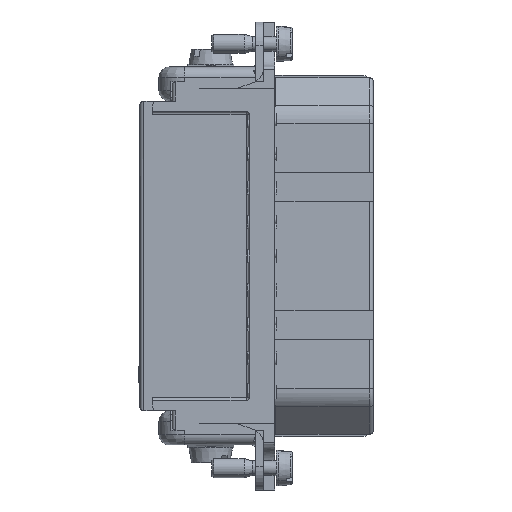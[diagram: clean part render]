
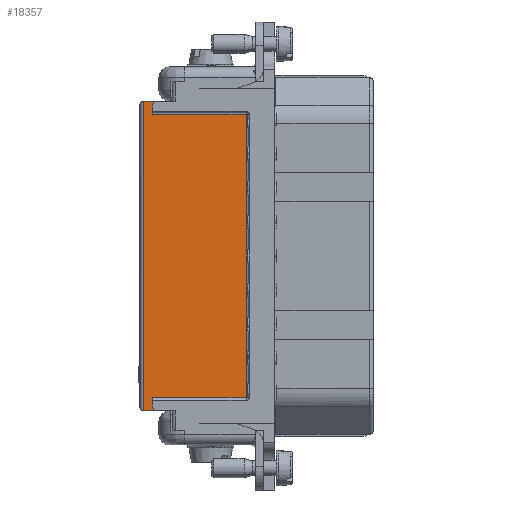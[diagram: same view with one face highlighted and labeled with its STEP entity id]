
A CAD part, left-side view. The second image highlights one B-rep face of the part: STEP entity #18357.
In plain terms, the highlighted planar face has unit normal (-1, 0, 0).
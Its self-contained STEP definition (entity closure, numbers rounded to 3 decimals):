
#10651=PLANE('',#37861);
#11680=FACE_OUTER_BOUND('',#21039,.T.);
#12955=LINE('',#47316,#15549);
#13592=LINE('',#49801,#16186);
#13593=LINE('',#49805,#16187);
#13594=LINE('',#49808,#16188);
#13595=LINE('',#49810,#16189);
#13596=LINE('',#49814,#16190);
#13597=LINE('',#49816,#16191);
#13598=LINE('',#49818,#16192);
#15549=VECTOR('',#39841,1.);
#16186=VECTOR('',#41738,1.);
#16187=VECTOR('',#41743,1.);
#16188=VECTOR('',#41748,1.);
#16189=VECTOR('',#41749,1.);
#16190=VECTOR('',#41752,1.);
#16191=VECTOR('',#41753,1.);
#16192=VECTOR('',#41754,1.);
#18357=ADVANCED_FACE('',(#11680),#10651,.F.);
#21039=EDGE_LOOP('',(#24252,#24253,#24254,#24255,#24256,#24257,#24258,#24259,
#24260,#24261));
#24252=ORIENTED_EDGE('',*,*,#33672,.F.);
#24253=ORIENTED_EDGE('',*,*,#33670,.F.);
#24254=ORIENTED_EDGE('',*,*,#33673,.F.);
#24255=ORIENTED_EDGE('',*,*,#32665,.F.);
#24256=ORIENTED_EDGE('',*,*,#33674,.F.);
#24257=ORIENTED_EDGE('',*,*,#33675,.F.);
#24258=ORIENTED_EDGE('',*,*,#33676,.F.);
#24259=ORIENTED_EDGE('',*,*,#33677,.F.);
#24260=ORIENTED_EDGE('',*,*,#33678,.F.);
#24261=ORIENTED_EDGE('',*,*,#33679,.F.);
#30093=VERTEX_POINT('',#47315);
#30094=VERTEX_POINT('',#47317);
#30861=VERTEX_POINT('',#49798);
#30862=VERTEX_POINT('',#49800);
#30863=VERTEX_POINT('',#49804);
#30864=VERTEX_POINT('',#49809);
#30865=VERTEX_POINT('',#49811);
#30866=VERTEX_POINT('',#49813);
#30867=VERTEX_POINT('',#49815);
#30868=VERTEX_POINT('',#49817);
#32665=EDGE_CURVE('',#30093,#30094,#12955,.T.);
#33670=EDGE_CURVE('',#30862,#30861,#13592,.T.);
#33672=EDGE_CURVE('',#30861,#30863,#13593,.T.);
#33673=EDGE_CURVE('',#30094,#30862,#36611,.T.);
#33674=EDGE_CURVE('',#30864,#30093,#13594,.T.);
#33675=EDGE_CURVE('',#30865,#30864,#13595,.T.);
#33676=EDGE_CURVE('',#30866,#30865,#36612,.T.);
#33677=EDGE_CURVE('',#30867,#30866,#13596,.T.);
#33678=EDGE_CURVE('',#30868,#30867,#13597,.T.);
#33679=EDGE_CURVE('',#30863,#30868,#13598,.T.);
#36611=CIRCLE('',#37859,0.6);
#36612=CIRCLE('',#37860,0.6);
#37859=AXIS2_PLACEMENT_3D('',#49807,#41746,#41747);
#37860=AXIS2_PLACEMENT_3D('',#49812,#41750,#41751);
#37861=AXIS2_PLACEMENT_3D('',#49819,#41755,#41756);
#39841=DIRECTION('',(0.,-1.,0.));
#41738=DIRECTION('',(0.,0.,-1.));
#41743=DIRECTION('',(0.,-1.,0.));
#41746=DIRECTION('',(-1.,0.,0.));
#41747=DIRECTION('',(0.,0.,1.));
#41748=DIRECTION('',(0.,0.,1.));
#41749=DIRECTION('',(0.,1.,0.));
#41750=DIRECTION('',(-1.,0.,0.));
#41751=DIRECTION('',(0.,1.,0.));
#41752=DIRECTION('',(0.,0.,-1.));
#41753=DIRECTION('',(0.,1.,0.));
#41754=DIRECTION('',(0.,0.,-1.));
#41755=DIRECTION('',(1.,0.,0.));
#41756=DIRECTION('',(0.,-1.,0.));
#47315=CARTESIAN_POINT('',(-8.8,19.6,24.1));
#47316=CARTESIAN_POINT('',(-8.8,19.6,24.1));
#47317=CARTESIAN_POINT('',(-8.8,17.6,24.1));
#49798=CARTESIAN_POINT('',(-8.8,18.2,22.));
#49800=CARTESIAN_POINT('',(-8.8,18.2,23.5));
#49801=CARTESIAN_POINT('',(-8.8,18.2,23.5));
#49804=CARTESIAN_POINT('',(-8.8,3.7,22.));
#49805=CARTESIAN_POINT('',(-8.8,18.2,22.));
#49807=CARTESIAN_POINT('',(-8.8,17.6,23.5));
#49808=CARTESIAN_POINT('',(-8.8,19.6,-24.1));
#49809=CARTESIAN_POINT('',(-8.8,19.6,-24.1));
#49810=CARTESIAN_POINT('',(-8.8,17.6,-24.1));
#49811=CARTESIAN_POINT('',(-8.8,17.6,-24.1));
#49812=CARTESIAN_POINT('',(-8.8,17.6,-23.5));
#49813=CARTESIAN_POINT('',(-8.8,18.2,-23.5));
#49814=CARTESIAN_POINT('',(-8.8,18.2,-22.));
#49815=CARTESIAN_POINT('',(-8.8,18.2,-22.));
#49816=CARTESIAN_POINT('',(-8.8,3.7,-22.));
#49817=CARTESIAN_POINT('',(-8.8,3.7,-22.));
#49818=CARTESIAN_POINT('',(-8.8,3.7,22.));
#49819=CARTESIAN_POINT('',(-8.8,20.4,27.3));
